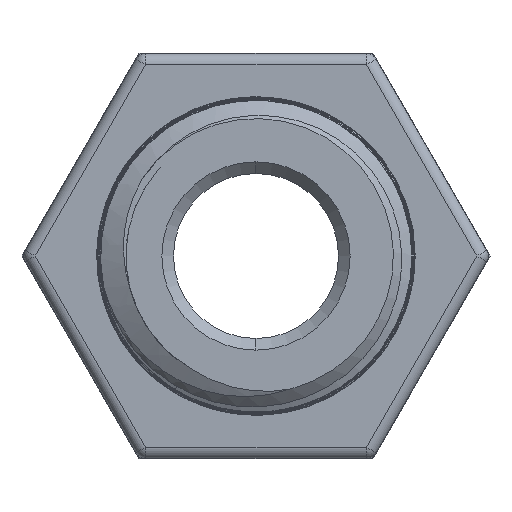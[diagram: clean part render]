
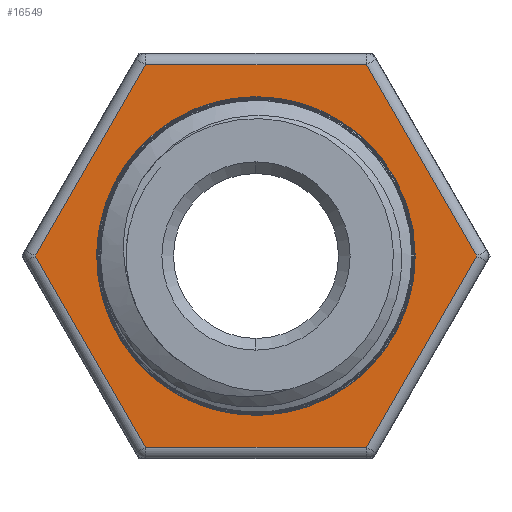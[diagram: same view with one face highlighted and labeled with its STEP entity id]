
A CAD part, left-side view. The second image highlights one B-rep face of the part: STEP entity #16549.
In plain terms, the highlighted planar face has unit normal (-1, 0, 0).
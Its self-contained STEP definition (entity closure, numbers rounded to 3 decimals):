
#3063=CARTESIAN_POINT('',(-5.785,0.,0.));
#3064=DIRECTION('',(-1.,0.,0.));
#3065=DIRECTION('',(0.,1.,0.));
#3066=AXIS2_PLACEMENT_3D('',#3063,#3064,#3065);
#3071=CARTESIAN_POINT('',(-5.785,0.,0.));
#3072=DIRECTION('',(-1.,0.,0.));
#3073=DIRECTION('',(0.,-1.,0.));
#3074=AXIS2_PLACEMENT_3D('',#3071,#3072,#3073);
#3079=DIRECTION('',(0.,0.5,-0.866));
#3080=VECTOR('',#3079,9.503);
#3081=CARTESIAN_POINT('',(-5.785,4.752,8.23));
#3082=LINE('',#3081,#3080);
#3086=DIRECTION('',(0.,1.,0.));
#3087=VECTOR('',#3086,9.503);
#3088=CARTESIAN_POINT('',(-5.785,-4.752,8.23));
#3089=LINE('',#3088,#3087);
#3093=DIRECTION('',(0.,0.5,0.866));
#3094=VECTOR('',#3093,9.503);
#3095=CARTESIAN_POINT('',(-5.785,-9.503,0.));
#3096=LINE('',#3095,#3094);
#3100=DIRECTION('',(0.,-0.5,0.866));
#3101=VECTOR('',#3100,9.503);
#3102=CARTESIAN_POINT('',(-5.785,-4.752,-8.23));
#3103=LINE('',#3102,#3101);
#3107=DIRECTION('',(0.,-1.,0.));
#3108=VECTOR('',#3107,9.503);
#3109=CARTESIAN_POINT('',(-5.785,4.752,-8.23));
#3110=LINE('',#3109,#3108);
#3114=DIRECTION('',(0.,-0.5,-0.866));
#3115=VECTOR('',#3114,9.503);
#3116=CARTESIAN_POINT('',(-5.785,9.503,0.));
#3117=LINE('',#3116,#3115);
#14454=CARTESIAN_POINT('',(-5.785,4.752,8.23));
#14455=CARTESIAN_POINT('',(-5.785,9.503,0.));
#14456=VERTEX_POINT('',#14454);
#14457=VERTEX_POINT('',#14455);
#14460=CARTESIAN_POINT('',(-5.785,-4.752,8.23));
#14461=VERTEX_POINT('',#14460);
#14462=CARTESIAN_POINT('',(-5.785,-9.503,0.));
#14463=VERTEX_POINT('',#14462);
#14464=CARTESIAN_POINT('',(-5.785,-4.752,-8.23));
#14465=VERTEX_POINT('',#14464);
#14466=CARTESIAN_POINT('',(-5.785,4.752,-8.23));
#14467=VERTEX_POINT('',#14466);
#14510=CARTESIAN_POINT('',(-5.785,6.858,0.));
#14511=CARTESIAN_POINT('',(-5.785,-6.858,0.));
#14512=VERTEX_POINT('',#14510);
#14513=VERTEX_POINT('',#14511);
#16526=CARTESIAN_POINT('',(-5.785,0.,0.));
#16527=DIRECTION('',(-1.,0.,0.));
#16528=DIRECTION('',(0.,-1.,0.));
#16529=AXIS2_PLACEMENT_3D('',#16526,#16527,#16528);
#16530=PLANE('',#16529);
#16532=ORIENTED_EDGE('',*,*,#16531,.F.);
#16534=ORIENTED_EDGE('',*,*,#16533,.F.);
#16536=ORIENTED_EDGE('',*,*,#16535,.F.);
#16538=ORIENTED_EDGE('',*,*,#16537,.F.);
#16540=ORIENTED_EDGE('',*,*,#16539,.F.);
#16542=ORIENTED_EDGE('',*,*,#16541,.F.);
#16543=EDGE_LOOP('',(#16532,#16534,#16536,#16538,#16540,#16542));
#16544=FACE_OUTER_BOUND('',#16543,.F.);
#16545=ORIENTED_EDGE('',*,*,#16520,.T.);
#16546=ORIENTED_EDGE('',*,*,#16298,.T.);
#16547=EDGE_LOOP('',(#16545,#16546));
#16548=FACE_BOUND('',#16547,.F.);
#3067=CIRCLE('',#3066,6.858);
#3075=CIRCLE('',#3074,6.858);
#16298=EDGE_CURVE('',#14513,#14512,#3075,.T.);
#16520=EDGE_CURVE('',#14512,#14513,#3067,.T.);
#16531=EDGE_CURVE('',#14456,#14457,#3082,.T.);
#16533=EDGE_CURVE('',#14461,#14456,#3089,.T.);
#16535=EDGE_CURVE('',#14463,#14461,#3096,.T.);
#16537=EDGE_CURVE('',#14465,#14463,#3103,.T.);
#16539=EDGE_CURVE('',#14467,#14465,#3110,.T.);
#16541=EDGE_CURVE('',#14457,#14467,#3117,.T.);
#16549=ADVANCED_FACE('',(#16544,#16548),#16530,.T.);
